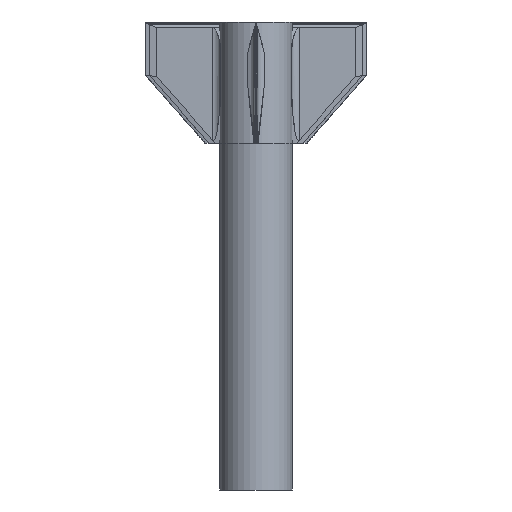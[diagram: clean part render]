
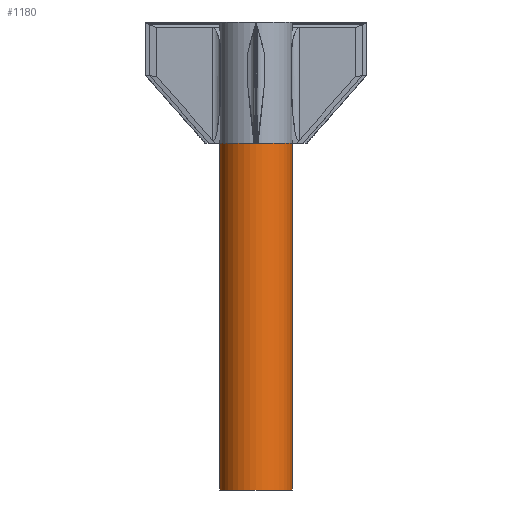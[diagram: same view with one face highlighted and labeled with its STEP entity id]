
A CAD part, front view. The second image highlights one B-rep face of the part: STEP entity #1180.
In plain terms, the highlighted cylindrical face has radius 78.36 mm (diameter 156.72 mm), a partial arc.
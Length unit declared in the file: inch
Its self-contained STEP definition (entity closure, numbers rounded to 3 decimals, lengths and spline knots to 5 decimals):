
#473 = VERTEX_POINT ( 'NONE', #7524 ) ;
#528 = CYLINDRICAL_SURFACE ( 'NONE', #5968, 3.08504 ) ;
#947 = VECTOR ( 'NONE', #3393, 39.37008 ) ;
#1180 = ADVANCED_FACE ( 'NONE', ( #6720 ), #528, .T. ) ;
#1279 = DIRECTION ( 'NONE',  ( -1., 0., 0. ) ) ;
#1478 = EDGE_CURVE ( 'NONE', #4764, #3666, #2547, .T. ) ;
#1573 = LINE ( 'NONE', #6461, #947 ) ;
#1631 = CARTESIAN_POINT ( 'NONE',  ( -6.17008, 0.0625, -46.37008 ) ) ;
#2462 = DIRECTION ( 'NONE',  ( -1., 0., 0. ) ) ;
#2547 = CIRCLE ( 'NONE', #7788, 3.08504 ) ;
#2646 = CARTESIAN_POINT ( 'NONE',  ( 0., 0.0625, -40. ) ) ;
#3393 = DIRECTION ( 'NONE',  ( 0., 0., 1. ) ) ;
#3406 = AXIS2_PLACEMENT_3D ( 'NONE', #4044, #4868, #2462 ) ;
#3411 = EDGE_CURVE ( 'NONE', #3666, #4529, #6381, .T. ) ;
#3666 = VERTEX_POINT ( 'NONE', #7515 ) ;
#3685 = DIRECTION ( 'NONE',  ( 1., 0., 0. ) ) ;
#4044 = CARTESIAN_POINT ( 'NONE',  ( -3.08504, 0.0625, -10.37008 ) ) ;
#4070 = DIRECTION ( 'NONE',  ( 0., 0., 1. ) ) ;
#4462 = DIRECTION ( 'NONE',  ( 0., 0., 1. ) ) ;
#4517 = ORIENTED_EDGE ( 'NONE', *, *, #3411, .F. ) ;
#4523 = VECTOR ( 'NONE', #4070, 39.37008 ) ;
#4529 = VERTEX_POINT ( 'NONE', #7729 ) ;
#4764 = VERTEX_POINT ( 'NONE', #2646 ) ;
#4868 = DIRECTION ( 'NONE',  ( 0., 0., -1. ) ) ;
#5121 = CARTESIAN_POINT ( 'NONE',  ( -3.08504, 0.0625, -40. ) ) ;
#5694 = CIRCLE ( 'NONE', #3406, 3.08504 ) ;
#5968 = AXIS2_PLACEMENT_3D ( 'NONE', #6769, #4462, #3685 ) ;
#5989 = DIRECTION ( 'NONE',  ( 0., 0., -1. ) ) ;
#6211 = EDGE_CURVE ( 'NONE', #473, #4529, #5694, .T. ) ;
#6381 = LINE ( 'NONE', #1631, #4523 ) ;
#6461 = CARTESIAN_POINT ( 'NONE',  ( 0., 0.0625, -46.37008 ) ) ;
#6720 = FACE_OUTER_BOUND ( 'NONE', #9423, .T. ) ;
#6769 = CARTESIAN_POINT ( 'NONE',  ( -3.08504, 0.0625, -46.37008 ) ) ;
#6864 = EDGE_CURVE ( 'NONE', #4764, #473, #1573, .T. ) ;
#6960 = ORIENTED_EDGE ( 'NONE', *, *, #6211, .T. ) ;
#7264 = ORIENTED_EDGE ( 'NONE', *, *, #1478, .F. ) ;
#7399 = ORIENTED_EDGE ( 'NONE', *, *, #6864, .T. ) ;
#7515 = CARTESIAN_POINT ( 'NONE',  ( -6.17008, 0.0625, -40. ) ) ;
#7524 = CARTESIAN_POINT ( 'NONE',  ( 0., 0.0625, -10.37008 ) ) ;
#7729 = CARTESIAN_POINT ( 'NONE',  ( -6.17008, 0.0625, -10.37008 ) ) ;
#7788 = AXIS2_PLACEMENT_3D ( 'NONE', #5121, #5989, #1279 ) ;
#9423 = EDGE_LOOP ( 'NONE', ( #4517, #7264, #7399, #6960 ) ) ;
